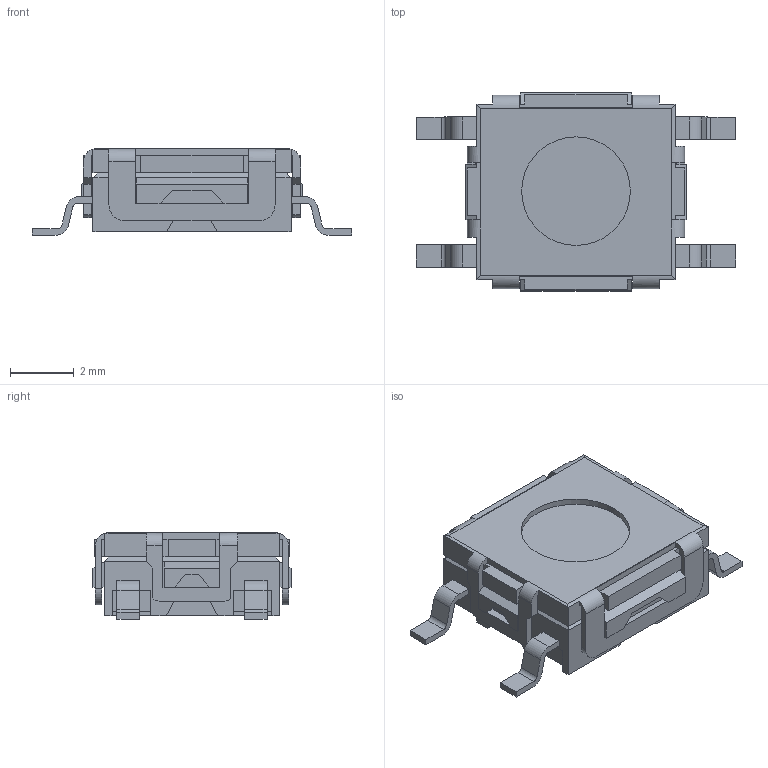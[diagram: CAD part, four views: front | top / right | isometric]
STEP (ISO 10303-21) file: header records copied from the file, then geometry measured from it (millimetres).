
FILE_DESCRIPTION((' '),'2;1');
FILE_NAME('TL6700NFxxxQG.stp','2017-07-26T15:02:43',(' '),(' '),' ','ACIS',' ');
FILE_SCHEMA(('CONFIG_CONTROL_DESIGN'));
Length unit declared in the file: inch
Products named in the file (1): TL6700NFxxxQG.stp
Bounding box: 10 x 6.2 x 2.7 mm (x, y, z)
Volume: 80.6 mm3; surface area: 300.2 mm2
Topology: 1 solids, 6 shells, 364 faces, 1038 edges, 676 vertices
Faces by surface type: plane 306, cylinder 58
Full cylindrical faces by diameter (mm): 0.8 x1, 1 x1, 1.5 x1, 3.4 x1
Entity records: 11811 total; most frequent: CARTESIAN_POINT 2097, ORIENTED_EDGE 2068, DIRECTION 1880, EDGE_CURVE 1034, VECTOR 910, LINE 910, VERTEX_POINT 676, AXIS2_PLACEMENT_3D 485
